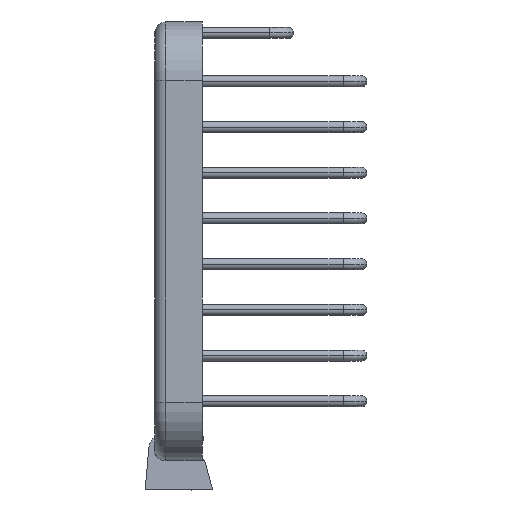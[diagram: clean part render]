
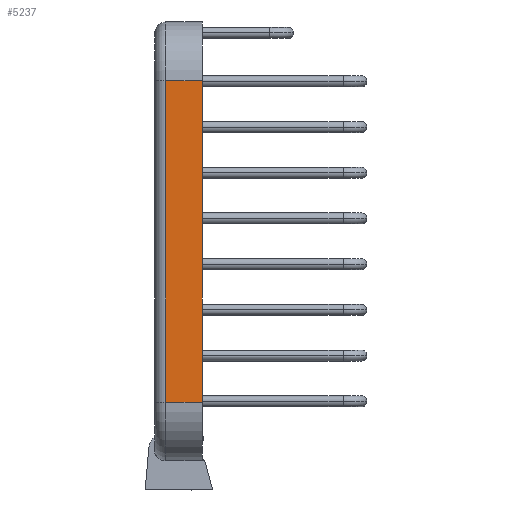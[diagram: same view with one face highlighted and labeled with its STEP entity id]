
A CAD part, left-side view. The second image highlights one B-rep face of the part: STEP entity #5237.
In plain terms, the highlighted planar face has unit normal (-1, 0, 0).
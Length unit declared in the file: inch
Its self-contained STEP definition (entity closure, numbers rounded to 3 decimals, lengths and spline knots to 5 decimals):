
#2620=DIRECTION('',(0.,0.,1.));
#2621=VECTOR('',#2620,3.464);
#2622=CARTESIAN_POINT('',(-3.937,0.,-1.732));
#2623=LINE('',#2622,#2621);
#2930=DIRECTION('',(0.,-1.,0.));
#2931=VECTOR('',#2930,0.394);
#2932=CARTESIAN_POINT('',(-3.937,0.394,1.732));
#2933=LINE('',#2932,#2931);
#2952=DIRECTION('',(0.,-1.,0.));
#2953=VECTOR('',#2952,0.394);
#2954=CARTESIAN_POINT('',(-3.937,0.394,-1.732));
#2955=LINE('',#2954,#2953);
#2959=DIRECTION('',(0.,0.,1.));
#2960=VECTOR('',#2959,3.464);
#2961=CARTESIAN_POINT('',(-3.937,0.394,-1.732));
#2962=LINE('',#2961,#2960);
#4785=CARTESIAN_POINT('',(-3.937,0.394,-1.732));
#4786=VERTEX_POINT('',#4785);
#4787=CARTESIAN_POINT('',(-3.937,0.,-1.732));
#4788=VERTEX_POINT('',#4787);
#4793=CARTESIAN_POINT('',(-3.937,0.394,1.732));
#4794=VERTEX_POINT('',#4793);
#4795=CARTESIAN_POINT('',(-3.937,0.,1.732));
#4796=VERTEX_POINT('',#4795);
#5224=CARTESIAN_POINT('',(-3.937,0.394,-1.732));
#5225=DIRECTION('',(-1.,0.,0.));
#5226=DIRECTION('',(0.,-1.,0.));
#5227=AXIS2_PLACEMENT_3D('',#5224,#5225,#5226);
#5228=PLANE('',#5227);
#5230=ORIENTED_EDGE('',*,*,#5229,.F.);
#5232=ORIENTED_EDGE('',*,*,#5231,.T.);
#5233=ORIENTED_EDGE('',*,*,#5215,.T.);
#5234=ORIENTED_EDGE('',*,*,#5062,.F.);
#5235=EDGE_LOOP('',(#5230,#5232,#5233,#5234));
#5236=FACE_OUTER_BOUND('',#5235,.F.);
#5062=EDGE_CURVE('',#4788,#4796,#2623,.T.);
#5215=EDGE_CURVE('',#4794,#4796,#2933,.T.);
#5229=EDGE_CURVE('',#4786,#4788,#2955,.T.);
#5231=EDGE_CURVE('',#4786,#4794,#2962,.T.);
#5237=ADVANCED_FACE('',(#5236),#5228,.T.);
